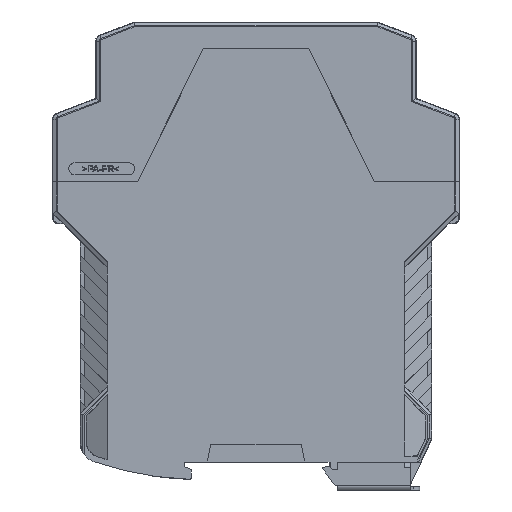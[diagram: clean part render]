
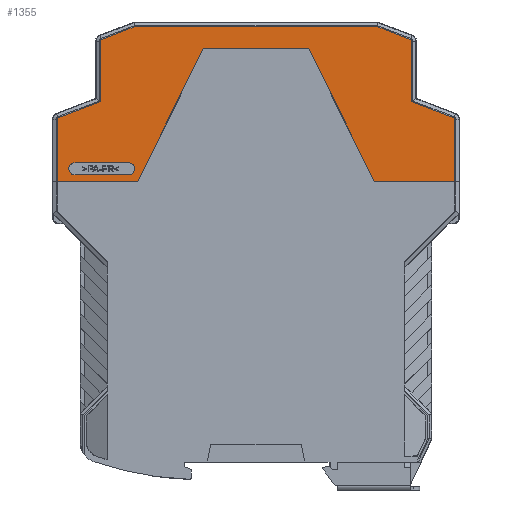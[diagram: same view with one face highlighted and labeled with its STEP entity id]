
A CAD part, left-side view. The second image highlights one B-rep face of the part: STEP entity #1355.
In plain terms, the highlighted planar face has unit normal (-1, 0, 0).
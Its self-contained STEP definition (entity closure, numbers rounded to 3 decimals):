
#489=FACE_BOUND('',#5459,.T.);
#490=FACE_BOUND('',#5460,.T.);
#1355=ADVANCED_FACE('',(#489,#490),#2743,.F.);
#2743=PLANE('',#28574);
#5459=EDGE_LOOP('',(#15952,#15953,#15954,#15955));
#5460=EDGE_LOOP('',(#15956,#15957,#15958,#15959,#15960,#15961,#15962,#15963,
#15964,#15965,#15966,#15967,#15968,#15969,#15970,#15971,#15972,#15973));
#7938=LINE('',#41038,#11171);
#7939=LINE('',#41043,#11172);
#7940=LINE('',#41046,#11173);
#7941=LINE('',#41049,#11174);
#7942=LINE('',#41053,#11175);
#7943=LINE('',#41055,#11176);
#7944=LINE('',#41059,#11177);
#7945=LINE('',#41061,#11178);
#7946=LINE('',#41063,#11179);
#7947=LINE('',#41067,#11180);
#7948=LINE('',#41069,#11181);
#7949=LINE('',#41073,#11182);
#7950=LINE('',#41075,#11183);
#7951=LINE('',#41077,#11184);
#7952=LINE('',#41079,#11185);
#7953=LINE('',#41081,#11186);
#11171=VECTOR('',#32819,1.);
#11172=VECTOR('',#32822,1.);
#11173=VECTOR('',#32825,1.);
#11174=VECTOR('',#32826,1.);
#11175=VECTOR('',#32829,1.);
#11176=VECTOR('',#32830,1.);
#11177=VECTOR('',#32833,1.);
#11178=VECTOR('',#32834,1.);
#11179=VECTOR('',#32835,1.);
#11180=VECTOR('',#32838,1.);
#11181=VECTOR('',#32839,1.);
#11182=VECTOR('',#32842,1.);
#11183=VECTOR('',#32843,1.);
#11184=VECTOR('',#32844,1.);
#11185=VECTOR('',#32845,1.);
#11186=VECTOR('',#32846,1.);
#15952=ORIENTED_EDGE('',*,*,#25085,.F.);
#15953=ORIENTED_EDGE('',*,*,#25086,.F.);
#15954=ORIENTED_EDGE('',*,*,#25087,.F.);
#15955=ORIENTED_EDGE('',*,*,#25088,.F.);
#15956=ORIENTED_EDGE('',*,*,#25089,.T.);
#15957=ORIENTED_EDGE('',*,*,#25090,.T.);
#15958=ORIENTED_EDGE('',*,*,#25091,.T.);
#15959=ORIENTED_EDGE('',*,*,#25092,.T.);
#15960=ORIENTED_EDGE('',*,*,#25093,.T.);
#15961=ORIENTED_EDGE('',*,*,#25094,.T.);
#15962=ORIENTED_EDGE('',*,*,#25095,.T.);
#15963=ORIENTED_EDGE('',*,*,#25096,.T.);
#15964=ORIENTED_EDGE('',*,*,#25097,.T.);
#15965=ORIENTED_EDGE('',*,*,#25098,.T.);
#15966=ORIENTED_EDGE('',*,*,#25099,.T.);
#15967=ORIENTED_EDGE('',*,*,#25100,.T.);
#15968=ORIENTED_EDGE('',*,*,#25101,.T.);
#15969=ORIENTED_EDGE('',*,*,#25102,.T.);
#15970=ORIENTED_EDGE('',*,*,#25103,.T.);
#15971=ORIENTED_EDGE('',*,*,#25104,.T.);
#15972=ORIENTED_EDGE('',*,*,#25105,.T.);
#15973=ORIENTED_EDGE('',*,*,#25106,.T.);
#22039=VERTEX_POINT('',#41039);
#22040=VERTEX_POINT('',#41040);
#22041=VERTEX_POINT('',#41042);
#22042=VERTEX_POINT('',#41044);
#22043=VERTEX_POINT('',#41047);
#22044=VERTEX_POINT('',#41048);
#22045=VERTEX_POINT('',#41050);
#22046=VERTEX_POINT('',#41052);
#22047=VERTEX_POINT('',#41054);
#22048=VERTEX_POINT('',#41056);
#22049=VERTEX_POINT('',#41058);
#22050=VERTEX_POINT('',#41060);
#22051=VERTEX_POINT('',#41062);
#22052=VERTEX_POINT('',#41064);
#22053=VERTEX_POINT('',#41066);
#22054=VERTEX_POINT('',#41068);
#22055=VERTEX_POINT('',#41070);
#22056=VERTEX_POINT('',#41072);
#22057=VERTEX_POINT('',#41074);
#22058=VERTEX_POINT('',#41076);
#22059=VERTEX_POINT('',#41078);
#22060=VERTEX_POINT('',#41080);
#25085=EDGE_CURVE('',#22039,#22040,#7938,.T.);
#25086=EDGE_CURVE('',#22041,#22039,#27473,.T.);
#25087=EDGE_CURVE('',#22042,#22041,#7939,.T.);
#25088=EDGE_CURVE('',#22040,#22042,#27474,.T.);
#25089=EDGE_CURVE('',#22043,#22044,#7940,.T.);
#25090=EDGE_CURVE('',#22044,#22045,#7941,.T.);
#25091=EDGE_CURVE('',#22045,#22046,#27475,.T.);
#25092=EDGE_CURVE('',#22046,#22047,#7942,.T.);
#25093=EDGE_CURVE('',#22047,#22048,#7943,.T.);
#25094=EDGE_CURVE('',#22048,#22049,#27476,.T.);
#25095=EDGE_CURVE('',#22049,#22050,#7944,.T.);
#25096=EDGE_CURVE('',#22050,#22051,#7945,.T.);
#25097=EDGE_CURVE('',#22051,#22052,#7946,.T.);
#25098=EDGE_CURVE('',#22052,#22053,#27477,.T.);
#25099=EDGE_CURVE('',#22053,#22054,#7947,.T.);
#25100=EDGE_CURVE('',#22054,#22055,#7948,.T.);
#25101=EDGE_CURVE('',#22055,#22056,#27478,.T.);
#25102=EDGE_CURVE('',#22056,#22057,#7949,.T.);
#25103=EDGE_CURVE('',#22057,#22058,#7950,.T.);
#25104=EDGE_CURVE('',#22058,#22059,#7951,.T.);
#25105=EDGE_CURVE('',#22059,#22060,#7952,.T.);
#25106=EDGE_CURVE('',#22060,#22043,#7953,.T.);
#27473=CIRCLE('',#28568,1.5);
#27474=CIRCLE('',#28569,1.5);
#27475=CIRCLE('',#28570,0.382);
#27476=CIRCLE('',#28571,0.382);
#27477=CIRCLE('',#28572,0.382);
#27478=CIRCLE('',#28573,0.382);
#28568=AXIS2_PLACEMENT_3D('',#41041,#32820,#32821);
#28569=AXIS2_PLACEMENT_3D('',#41045,#32823,#32824);
#28570=AXIS2_PLACEMENT_3D('',#41051,#32827,#32828);
#28571=AXIS2_PLACEMENT_3D('',#41057,#32831,#32832);
#28572=AXIS2_PLACEMENT_3D('',#41065,#32836,#32837);
#28573=AXIS2_PLACEMENT_3D('',#41071,#32840,#32841);
#28574=AXIS2_PLACEMENT_3D('',#41082,#32847,#32848);
#32819=DIRECTION('',(0.,1.,0.));
#32820=DIRECTION('',(-1.,0.,0.));
#32821=DIRECTION('',(0.,-1.,0.));
#32822=DIRECTION('',(0.,-1.,0.));
#32823=DIRECTION('',(-1.,0.,0.));
#32824=DIRECTION('',(0.,-1.,0.));
#32825=DIRECTION('',(0.,-1.,0.));
#32826=DIRECTION('',(0.,0.,1.));
#32827=DIRECTION('',(-1.,0.,0.));
#32828=DIRECTION('',(0.,0.,-1.));
#32829=DIRECTION('',(0.,0.934,0.358));
#32830=DIRECTION('',(0.,0.,1.));
#32831=DIRECTION('',(-1.,0.,0.));
#32832=DIRECTION('',(0.,0.,-1.));
#32833=DIRECTION('',(0.,0.934,0.358));
#32834=DIRECTION('',(0.,1.,0.));
#32835=DIRECTION('',(0.,0.934,-0.358));
#32836=DIRECTION('',(-1.,0.,0.));
#32837=DIRECTION('',(0.,0.,-1.));
#32838=DIRECTION('',(0.,0.,-1.));
#32839=DIRECTION('',(0.,0.934,-0.358));
#32840=DIRECTION('',(-1.,0.,0.));
#32841=DIRECTION('',(0.,0.,-1.));
#32842=DIRECTION('',(0.,0.,-1.));
#32843=DIRECTION('',(0.,-1.,0.));
#32844=DIRECTION('',(0.,-0.443,0.897));
#32845=DIRECTION('',(0.,-1.,0.));
#32846=DIRECTION('',(0.,-0.443,-0.897));
#32847=DIRECTION('',(1.,0.,0.));
#32848=DIRECTION('',(0.,0.,1.));
#41038=CARTESIAN_POINT('',(-11.35,31.,19.3));
#41039=CARTESIAN_POINT('',(-11.35,31.,19.3));
#41040=CARTESIAN_POINT('',(-11.35,44.,19.3));
#41041=CARTESIAN_POINT('',(-11.35,31.,17.8));
#41042=CARTESIAN_POINT('',(-11.35,31.,16.3));
#41043=CARTESIAN_POINT('',(-11.35,44.,16.3));
#41044=CARTESIAN_POINT('',(-11.35,44.,16.3));
#41045=CARTESIAN_POINT('',(-11.35,44.,17.8));
#41046=CARTESIAN_POINT('',(-11.35,13.5,14.75));
#41047=CARTESIAN_POINT('',(-11.35,-28.781,14.75));
#41048=CARTESIAN_POINT('',(-11.35,-48.382,14.75));
#41049=CARTESIAN_POINT('',(-11.35,-48.382,29.86));
#41050=CARTESIAN_POINT('',(-11.35,-48.382,29.86));
#41051=CARTESIAN_POINT('',(-11.35,-48.,29.86));
#41052=CARTESIAN_POINT('',(-11.35,-48.137,30.217));
#41053=CARTESIAN_POINT('',(-11.35,-37.958,34.124));
#41054=CARTESIAN_POINT('',(-11.35,-37.882,34.153));
#41055=CARTESIAN_POINT('',(-11.35,-37.882,48.861));
#41056=CARTESIAN_POINT('',(-11.35,-37.882,48.861));
#41057=CARTESIAN_POINT('',(-11.35,-37.5,48.861));
#41058=CARTESIAN_POINT('',(-11.35,-37.637,49.217));
#41059=CARTESIAN_POINT('',(-11.35,-29.372,52.39));
#41060=CARTESIAN_POINT('',(-11.35,-29.393,52.382));
#41061=CARTESIAN_POINT('',(-11.35,29.415,52.382));
#41062=CARTESIAN_POINT('',(-11.35,29.393,52.382));
#41063=CARTESIAN_POINT('',(-11.35,37.637,49.217));
#41064=CARTESIAN_POINT('',(-11.35,37.637,49.217));
#41065=CARTESIAN_POINT('',(-11.35,37.5,48.861));
#41066=CARTESIAN_POINT('',(-11.35,37.882,48.861));
#41067=CARTESIAN_POINT('',(-11.35,37.882,34.234));
#41068=CARTESIAN_POINT('',(-11.35,37.882,34.153));
#41069=CARTESIAN_POINT('',(-11.35,48.137,30.217));
#41070=CARTESIAN_POINT('',(-11.35,48.137,30.217));
#41071=CARTESIAN_POINT('',(-11.35,48.,29.86));
#41072=CARTESIAN_POINT('',(-11.35,48.382,29.86));
#41073=CARTESIAN_POINT('',(-11.35,48.382,14.75));
#41074=CARTESIAN_POINT('',(-11.35,48.382,14.75));
#41075=CARTESIAN_POINT('',(-11.35,13.5,14.75));
#41076=CARTESIAN_POINT('',(-11.35,28.781,14.75));
#41077=CARTESIAN_POINT('',(-11.35,22.808,26.846));
#41078=CARTESIAN_POINT('',(-11.35,12.831,47.05));
#41079=CARTESIAN_POINT('',(-11.35,13.5,47.05));
#41080=CARTESIAN_POINT('',(-11.35,-12.831,47.05));
#41081=CARTESIAN_POINT('',(-11.35,-17.515,37.565));
#41082=CARTESIAN_POINT('',(-11.35,13.5,22.25));
